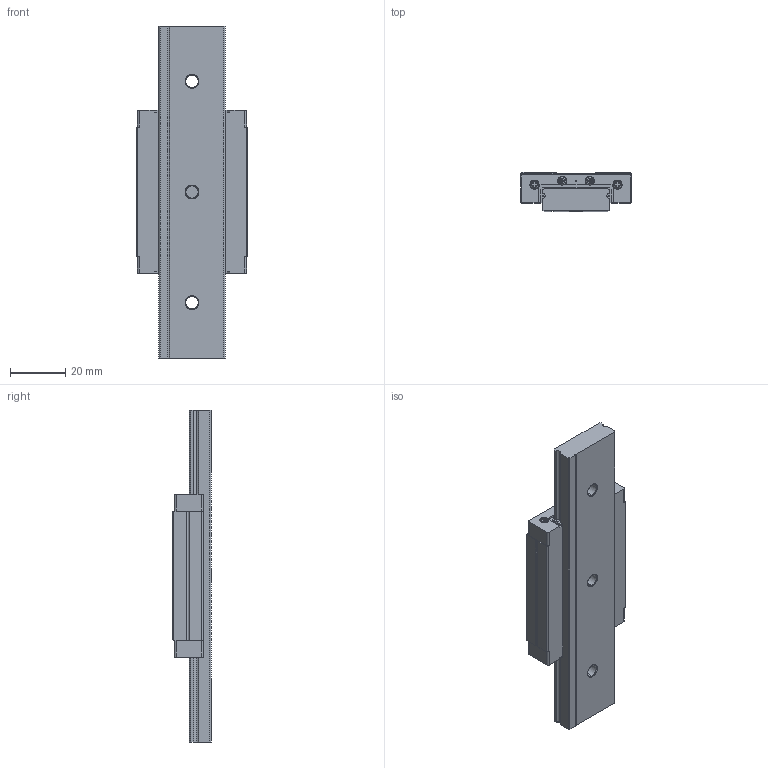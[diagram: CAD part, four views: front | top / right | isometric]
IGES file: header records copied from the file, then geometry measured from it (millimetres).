
Start section: SolidWorks IGES file using analytic representation for surfaces
Global section: file name: C_SMW12L_Assy.IGS; native system: SolidWorks 2023; preprocessor: SolidWorks 2023; author: user; date: 241214.101503; units: millimetre
Bounding box: 40 x 14 x 120 mm (x, y, z)
Surface area: 16071.6 mm2 (no closed solid volume)
Topology: 0 solids, 0 shells, 367 faces, 3480 edges, 3472 vertices
Faces by surface type: bspline 245, revolution 122
